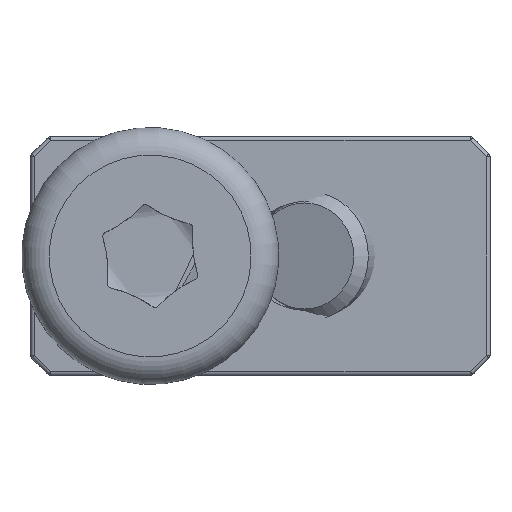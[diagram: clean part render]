
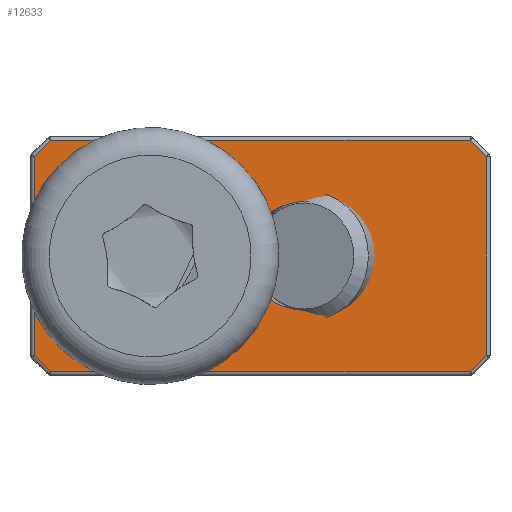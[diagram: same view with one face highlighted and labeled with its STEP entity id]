
A CAD part, front view. The second image highlights one B-rep face of the part: STEP entity #12633.
In plain terms, the highlighted planar face has unit normal (0, -1, 0).
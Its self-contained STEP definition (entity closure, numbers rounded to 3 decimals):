
#35=FACE_BOUND('',#2413,.T.);
#36=FACE_BOUND('',#2414,.T.);
#150=PLANE('',#13939);
#731=ELLIPSE('',#13397,3.192,2.96);
#732=ELLIPSE('',#13398,3.192,2.96);
#1527=FACE_OUTER_BOUND('',#2412,.T.);
#2412=EDGE_LOOP('',(#9637,#9638,#9639,#9640,#9641,#9642,#9643,#9644));
#2413=EDGE_LOOP('',(#9645,#9646));
#2414=EDGE_LOOP('',(#9647,#9648));
#3606=LINE('',#21971,#4406);
#3607=LINE('',#21973,#4407);
#3608=LINE('',#21975,#4408);
#3609=LINE('',#21977,#4409);
#3610=LINE('',#21979,#4410);
#3611=LINE('',#21981,#4411);
#3612=LINE('',#21983,#4412);
#3613=LINE('',#21984,#4413);
#4406=VECTOR('',#16789,1000.);
#4407=VECTOR('',#16790,1000.);
#4408=VECTOR('',#16791,1000.);
#4409=VECTOR('',#16792,1000.);
#4410=VECTOR('',#16793,1000.);
#4411=VECTOR('',#16794,1000.);
#4412=VECTOR('',#16795,1000.);
#4413=VECTOR('',#16796,1000.);
#4671=CIRCLE('',#13370,4.55);
#4672=CIRCLE('',#13371,4.55);
#5453=VERTEX_POINT('',#19383);
#5454=VERTEX_POINT('',#19385);
#5477=VERTEX_POINT('',#19503);
#5478=VERTEX_POINT('',#19504);
#6158=VERTEX_POINT('',#21969);
#6159=VERTEX_POINT('',#21970);
#6160=VERTEX_POINT('',#21972);
#6161=VERTEX_POINT('',#21974);
#6162=VERTEX_POINT('',#21976);
#6163=VERTEX_POINT('',#21978);
#6164=VERTEX_POINT('',#21980);
#6165=VERTEX_POINT('',#21982);
#6532=EDGE_CURVE('',#5454,#5453,#4671,.T.);
#6533=EDGE_CURVE('',#5453,#5454,#4672,.T.);
#6558=EDGE_CURVE('',#5477,#5478,#731,.T.);
#6559=EDGE_CURVE('',#5478,#5477,#732,.T.);
#7456=EDGE_CURVE('',#6158,#6159,#3606,.T.);
#7457=EDGE_CURVE('',#6159,#6160,#3607,.T.);
#7458=EDGE_CURVE('',#6160,#6161,#3608,.T.);
#7459=EDGE_CURVE('',#6161,#6162,#3609,.T.);
#7460=EDGE_CURVE('',#6162,#6163,#3610,.T.);
#7461=EDGE_CURVE('',#6163,#6164,#3611,.T.);
#7462=EDGE_CURVE('',#6164,#6165,#3612,.T.);
#7463=EDGE_CURVE('',#6165,#6158,#3613,.T.);
#9637=ORIENTED_EDGE('',*,*,#7456,.T.);
#9638=ORIENTED_EDGE('',*,*,#7457,.T.);
#9639=ORIENTED_EDGE('',*,*,#7458,.T.);
#9640=ORIENTED_EDGE('',*,*,#7459,.T.);
#9641=ORIENTED_EDGE('',*,*,#7460,.T.);
#9642=ORIENTED_EDGE('',*,*,#7461,.T.);
#9643=ORIENTED_EDGE('',*,*,#7462,.T.);
#9644=ORIENTED_EDGE('',*,*,#7463,.T.);
#9645=ORIENTED_EDGE('',*,*,#6532,.T.);
#9646=ORIENTED_EDGE('',*,*,#6533,.T.);
#9647=ORIENTED_EDGE('',*,*,#6558,.T.);
#9648=ORIENTED_EDGE('',*,*,#6559,.T.);
#12633=ADVANCED_FACE('',(#1527,#35,#36),#150,.F.);
#13370=AXIS2_PLACEMENT_3D('',#19386,#15113,#15114);
#13371=AXIS2_PLACEMENT_3D('',#19387,#15115,#15116);
#13397=AXIS2_PLACEMENT_3D('',#19505,#15168,#15169);
#13398=AXIS2_PLACEMENT_3D('',#19506,#15170,#15171);
#13939=AXIS2_PLACEMENT_3D('',#21968,#16787,#16788);
#15113=DIRECTION('center_axis',(0.,1.,0.));
#15114=DIRECTION('ref_axis',(0.,0.,1.));
#15115=DIRECTION('center_axis',(0.,1.,0.));
#15116=DIRECTION('ref_axis',(0.,0.,1.));
#15168=DIRECTION('center_axis',(0.,1.,0.));
#15169=DIRECTION('ref_axis',(1.,0.,0.));
#15170=DIRECTION('center_axis',(0.,1.,0.));
#15171=DIRECTION('ref_axis',(1.,0.,0.));
#16787=DIRECTION('center_axis',(0.,1.,0.));
#16788=DIRECTION('ref_axis',(0.,0.,1.));
#16789=DIRECTION('',(0.707,0.,0.707));
#16790=DIRECTION('',(0.,0.,1.));
#16791=DIRECTION('',(-0.707,0.,0.707));
#16792=DIRECTION('',(-1.,0.,0.));
#16793=DIRECTION('',(-0.707,0.,-0.707));
#16794=DIRECTION('',(0.,0.,-1.));
#16795=DIRECTION('',(0.707,0.,-0.707));
#16796=DIRECTION('',(1.,0.,0.));
#19383=CARTESIAN_POINT('',(0.,0.,
4.55));
#19385=CARTESIAN_POINT('',(0.,0.,-4.55));
#19386=CARTESIAN_POINT('Origin',(0.,0.,0.));
#19387=CARTESIAN_POINT('Origin',(0.,0.,0.));
#19503=CARTESIAN_POINT('',(5.258,0.,0.));
#19504=CARTESIAN_POINT('',(11.642,0.,0.));
#19505=CARTESIAN_POINT('Origin',(8.45,0.,0.));
#19506=CARTESIAN_POINT('Origin',(8.45,0.,0.));
#21968=CARTESIAN_POINT('Origin',(-6.5,0.,6.5));
#21969=CARTESIAN_POINT('',(17.417,0.,-6.3));
#21970=CARTESIAN_POINT('',(18.3,0.,-5.417));
#21971=CARTESIAN_POINT('',(18.359,0.,-5.359));
#21972=CARTESIAN_POINT('',(18.3,0.,5.417));
#21973=CARTESIAN_POINT('',(18.3,0.,6.5));
#21974=CARTESIAN_POINT('',(17.417,0.,6.3));
#21975=CARTESIAN_POINT('',(17.359,0.,6.359));
#21976=CARTESIAN_POINT('',(-5.417,0.,6.3));
#21977=CARTESIAN_POINT('',(-5.217,0.,6.3));
#21978=CARTESIAN_POINT('',(-6.3,0.,5.417));
#21979=CARTESIAN_POINT('',(-6.359,0.,5.359));
#21980=CARTESIAN_POINT('',(-6.3,0.,-5.417));
#21981=CARTESIAN_POINT('',(-6.3,0.,6.5));
#21982=CARTESIAN_POINT('',(-5.417,0.,-6.3));
#21983=CARTESIAN_POINT('',(-5.359,0.,-6.359));
#21984=CARTESIAN_POINT('',(-6.5,0.,-6.3));
